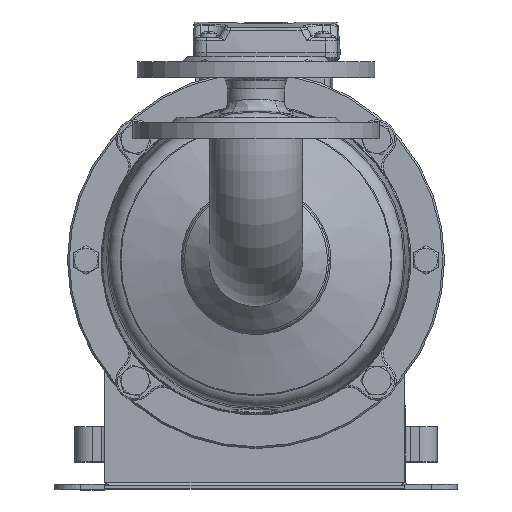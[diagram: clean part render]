
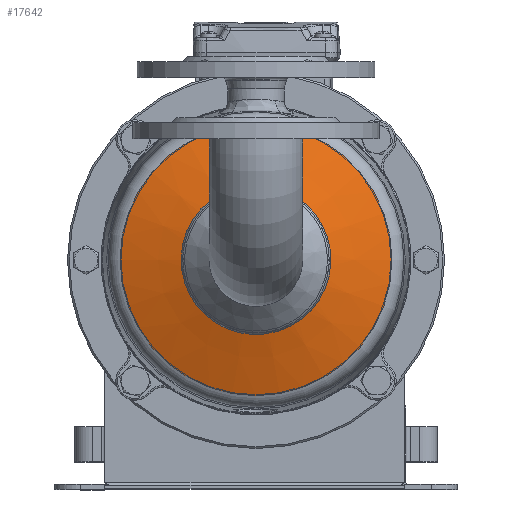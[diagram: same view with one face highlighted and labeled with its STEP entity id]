
A CAD part, top view. The second image highlights one B-rep face of the part: STEP entity #17642.
In plain terms, the highlighted conical face has half-angle 71.5 degrees and reference radius 55.83 mm.
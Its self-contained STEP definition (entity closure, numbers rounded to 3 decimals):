
#17642=ADVANCED_FACE('',(#35659,#35661),#35663,.T.);
#35659=FACE_OUTER_BOUND('',#35660,.T.);
#35660=EDGE_LOOP('',(#50856));
#35661=FACE_OUTER_BOUND('',#35662,.T.);
#35662=EDGE_LOOP('',(#50857));
#35663=CONICAL_SURFACE('',#35664,55.83,1.248);
#35664=AXIS2_PLACEMENT_3D('',#35665,#35666,#35667);
#35665=CARTESIAN_POINT('',(43.863,0.005,0.));
#35666=DIRECTION('',(-1.,0.,0.));
#35667=DIRECTION('',(0.,-1.,0.));
#50856=ORIENTED_EDGE('',*,*,#56124,.T.);
#50857=ORIENTED_EDGE('',*,*,#56118,.F.);
#56118=EDGE_CURVE('',#63636,#63636,#63637,.T.);
#56124=EDGE_CURVE('',#63648,#63648,#63649,.T.);
#63636=VERTEX_POINT('',#90706);
#63637=CIRCLE('',#90707,77.16);
#63648=VERTEX_POINT('',#90736);
#63649=CIRCLE('',#90737,34.5);
#90706=CARTESIAN_POINT('',(36.726,-77.155,0.));
#90707=AXIS2_PLACEMENT_3D('',#90708,#90709,#90710);
#90708=CARTESIAN_POINT('',(36.726,0.005,0.));
#90709=DIRECTION('',(-1.,0.,0.));
#90710=DIRECTION('',(0.,-1.,0.));
#90736=CARTESIAN_POINT('',(51.,-34.495,0.));
#90737=AXIS2_PLACEMENT_3D('',#90738,#90739,#90740);
#90738=CARTESIAN_POINT('',(51.,0.005,0.));
#90739=DIRECTION('',(-1.,0.,0.));
#90740=DIRECTION('',(0.,-1.,0.));
